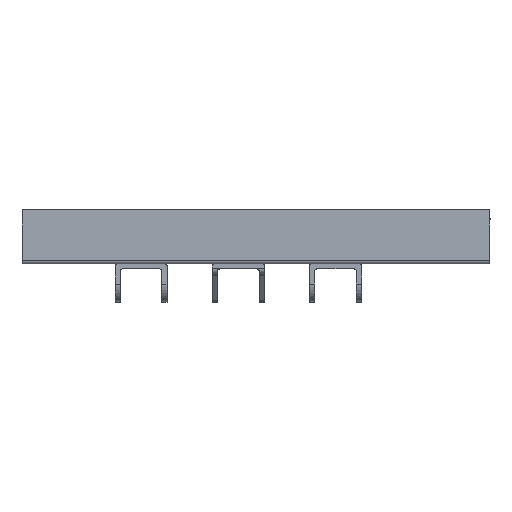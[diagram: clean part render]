
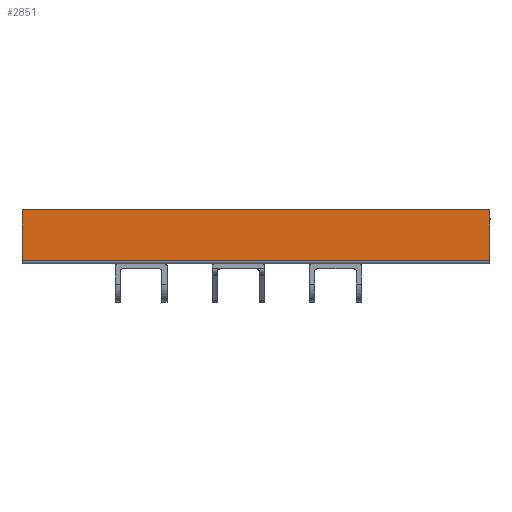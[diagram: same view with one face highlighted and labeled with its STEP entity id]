
A CAD part, front view. The second image highlights one B-rep face of the part: STEP entity #2851.
In plain terms, the highlighted face is planar.
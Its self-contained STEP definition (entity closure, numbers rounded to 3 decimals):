
#185 = CARTESIAN_POINT ( 'NONE',  ( -99.4, -17.012, 0. ) ) ;
#274 = EDGE_CURVE ( 'NONE', #780, #1220, #3514, .T. ) ;
#757 = DIRECTION ( 'NONE',  ( 0., 0., -1. ) ) ;
#780 = VERTEX_POINT ( 'NONE', #2496 ) ;
#830 = AXIS2_PLACEMENT_3D ( 'NONE', #6709, #2007, #4680 ) ;
#879 = LINE ( 'NONE', #3574, #2117 ) ;
#886 = CARTESIAN_POINT ( 'NONE',  ( -99.4, 31.988, 0. ) ) ;
#906 = DIRECTION ( 'NONE',  ( 0., -1., 0. ) ) ;
#1212 = DIRECTION ( 'NONE',  ( 0., 0., -1. ) ) ;
#1220 = VERTEX_POINT ( 'NONE', #185 ) ;
#1335 = CARTESIAN_POINT ( 'NONE',  ( -99.4, 31.988, 0. ) ) ;
#1350 = CARTESIAN_POINT ( 'NONE',  ( -99.4, -17.012, 450. ) ) ;
#1372 = LINE ( 'NONE', #1335, #6295 ) ;
#1440 = FACE_OUTER_BOUND ( 'NONE', #3093, .T. ) ;
#1473 = DIRECTION ( 'NONE',  ( 0., -1., 0. ) ) ;
#1983 = VECTOR ( 'NONE', #1212, 1000. ) ;
#2007 = DIRECTION ( 'NONE',  ( 1., 0., 0. ) ) ;
#2117 = VECTOR ( 'NONE', #1473, 1000. ) ;
#2496 = CARTESIAN_POINT ( 'NONE',  ( -99.4, -17.012, 450. ) ) ;
#2532 = PLANE ( 'NONE',  #830 ) ;
#2564 = ORIENTED_EDGE ( 'NONE', *, *, #274, .F. ) ;
#2667 = VERTEX_POINT ( 'NONE', #5460 ) ;
#2827 = VERTEX_POINT ( 'NONE', #886 ) ;
#2851 = ADVANCED_FACE ( 'NONE', ( #1440 ), #2532, .F. ) ;
#3093 = EDGE_LOOP ( 'NONE', ( #6021, #2564, #5042, #6366 ) ) ;
#3141 = EDGE_CURVE ( 'NONE', #2667, #780, #879, .T. ) ;
#3422 = EDGE_CURVE ( 'NONE', #2667, #2827, #6463, .T. ) ;
#3514 = LINE ( 'NONE', #1350, #5600 ) ;
#3574 = CARTESIAN_POINT ( 'NONE',  ( -99.4, 31.988, 450. ) ) ;
#3868 = CARTESIAN_POINT ( 'NONE',  ( -99.4, 31.988, 450. ) ) ;
#4680 = DIRECTION ( 'NONE',  ( 0., 0., -1. ) ) ;
#5042 = ORIENTED_EDGE ( 'NONE', *, *, #3141, .F. ) ;
#5460 = CARTESIAN_POINT ( 'NONE',  ( -99.4, 31.988, 450. ) ) ;
#5600 = VECTOR ( 'NONE', #757, 1000. ) ;
#5780 = EDGE_CURVE ( 'NONE', #2827, #1220, #1372, .T. ) ;
#6021 = ORIENTED_EDGE ( 'NONE', *, *, #5780, .T. ) ;
#6295 = VECTOR ( 'NONE', #906, 1000. ) ;
#6366 = ORIENTED_EDGE ( 'NONE', *, *, #3422, .T. ) ;
#6463 = LINE ( 'NONE', #3868, #1983 ) ;
#6709 = CARTESIAN_POINT ( 'NONE',  ( -99.4, 31.988, 450. ) ) ;
